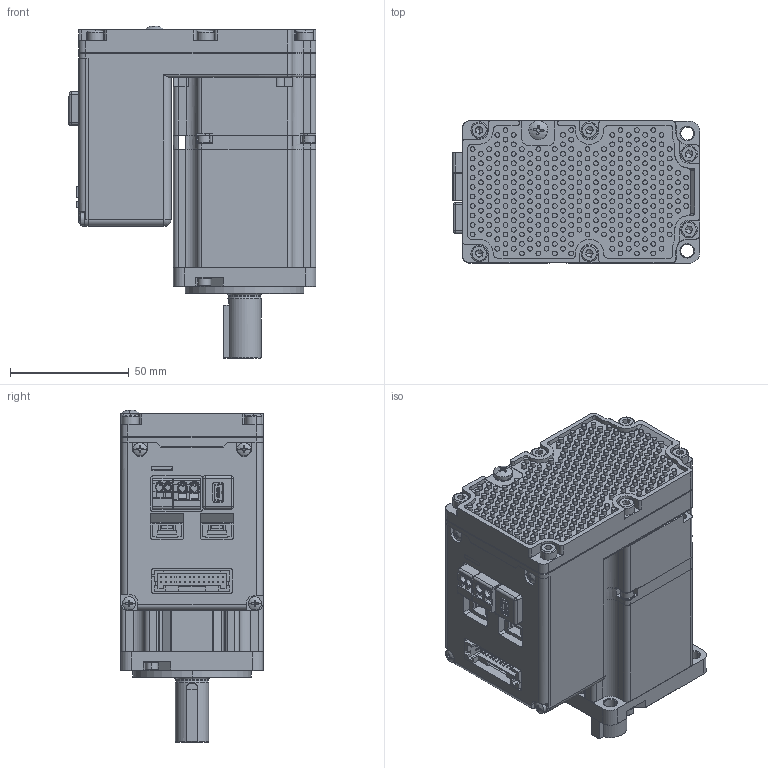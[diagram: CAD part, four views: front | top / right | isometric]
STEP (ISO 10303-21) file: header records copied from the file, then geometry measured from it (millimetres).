
FILE_DESCRIPTION (( 'STEP AP203' ), '1' );
FILE_NAME ('IP20，CANopen&RS485，绝对值，不带刹车，200W.STEP', '2022-04-27T09:27:08', ( 'ad' ), ( '' ), 'SwSTEP 2.0', 'SolidWorks 2015', '' );
FILE_SCHEMA (( 'CONFIG_CONTROL_DESIGN' ));
Products named in the file (2): IP20，CANopen&RS485，绝对值，不带刹车，200W
Bounding box: 104.45 x 60.1 x 140.06 mm (x, y, z)
Surface area: 76206.4 mm2 (no closed solid volume)
Topology: 0 solids, 49 shells, 2225 faces, 6299 edges, 4380 vertices
Faces by surface type: plane 1009, cylinder 972, cone 83, bspline 79, torus 66, sphere 16
Entity records: 75380 total; most frequent: CARTESIAN_POINT 16380, DIRECTION 13003, ORIENTED_EDGE 10941, EDGE_CURVE 6281, AXIS2_PLACEMENT_3D 4845, VERTEX_POINT 4380, VECTOR 3313, LINE 3313
